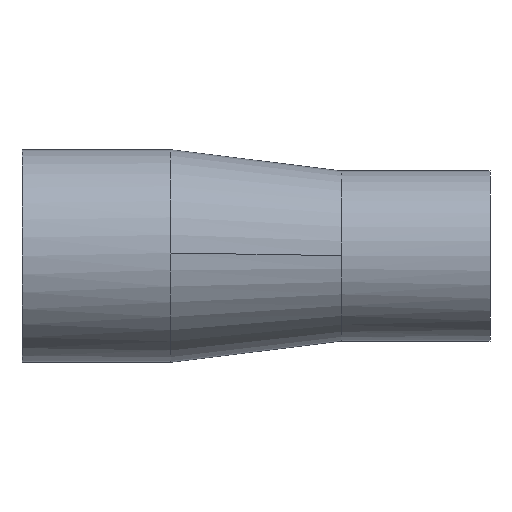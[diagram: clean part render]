
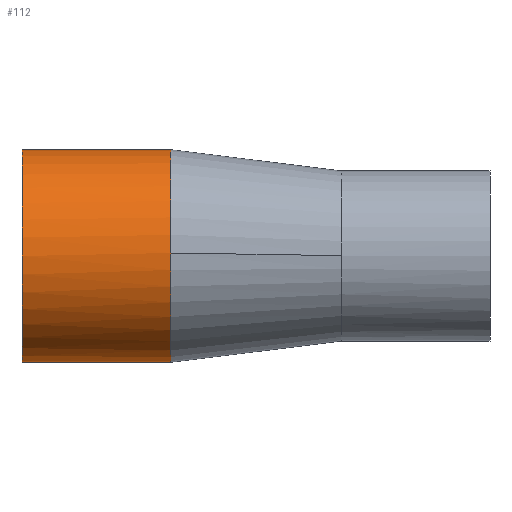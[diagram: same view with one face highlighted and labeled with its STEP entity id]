
A CAD part, left-side view. The second image highlights one B-rep face of the part: STEP entity #112.
In plain terms, the highlighted cylindrical face has radius 31.75 mm (diameter 63.5 mm), a partial arc.
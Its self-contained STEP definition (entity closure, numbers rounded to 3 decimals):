
#7 = CARTESIAN_POINT ( 'NONE',  ( 6.35, 50.8, 31.75 ) ) ;
#55 = DIRECTION ( 'NONE',  ( 0., 1., 0. ) ) ;
#87 = EDGE_CURVE ( 'NONE', #640, #169, #620, .T. ) ;
#99 = VERTEX_POINT ( 'NONE', #899 ) ;
#112 = ADVANCED_FACE ( 'NONE', ( #513 ), #867, .T. ) ;
#139 = LINE ( 'NONE', #337, #949 ) ;
#148 = ORIENTED_EDGE ( 'NONE', *, *, #432, .T. ) ;
#166 = CARTESIAN_POINT ( 'NONE',  ( 6.35, 50.8, 0. ) ) ;
#169 = VERTEX_POINT ( 'NONE', #870 ) ;
#177 = CARTESIAN_POINT ( 'NONE',  ( 6.35, 95.25, -31.75 ) ) ;
#189 = DIRECTION ( 'NONE',  ( 0., -1., 0. ) ) ;
#193 = AXIS2_PLACEMENT_3D ( 'NONE', #824, #447, #284 ) ;
#198 = CARTESIAN_POINT ( 'NONE',  ( 6.35, 95.25, -31.75 ) ) ;
#205 = CARTESIAN_POINT ( 'NONE',  ( 6.35, 95.25, 0. ) ) ;
#214 = EDGE_LOOP ( 'NONE', ( #690, #400, #148, #756, #789 ) ) ;
#284 = DIRECTION ( 'NONE',  ( 0., 0., -1. ) ) ;
#294 = DIRECTION ( 'NONE',  ( 0., 0., 1. ) ) ;
#323 = DIRECTION ( 'NONE',  ( 0., 1., 0. ) ) ;
#337 = CARTESIAN_POINT ( 'NONE',  ( 6.35, 95.25, 31.75 ) ) ;
#341 = LINE ( 'NONE', #198, #814 ) ;
#373 = AXIS2_PLACEMENT_3D ( 'NONE', #166, #323, #630 ) ;
#397 = CARTESIAN_POINT ( 'NONE',  ( 6.35, 50.8, -31.75 ) ) ;
#400 = ORIENTED_EDGE ( 'NONE', *, *, #87, .F. ) ;
#401 = AXIS2_PLACEMENT_3D ( 'NONE', #427, #653, #566 ) ;
#419 = EDGE_CURVE ( 'NONE', #99, #534, #977, .T. ) ;
#427 = CARTESIAN_POINT ( 'NONE',  ( 6.35, 50.8, 0. ) ) ;
#432 = EDGE_CURVE ( 'NONE', #640, #556, #341, .T. ) ;
#447 = DIRECTION ( 'NONE',  ( 0., -1., 0. ) ) ;
#458 = EDGE_CURVE ( 'NONE', #169, #534, #139, .T. ) ;
#513 = FACE_OUTER_BOUND ( 'NONE', #214, .T. ) ;
#534 = VERTEX_POINT ( 'NONE', #7 ) ;
#554 = EDGE_CURVE ( 'NONE', #556, #99, #1002, .T. ) ;
#556 = VERTEX_POINT ( 'NONE', #397 ) ;
#566 = DIRECTION ( 'NONE',  ( 0., 0., 1. ) ) ;
#576 = DIRECTION ( 'NONE',  ( 0., -1., 0. ) ) ;
#620 = CIRCLE ( 'NONE', #741, 31.75 ) ;
#630 = DIRECTION ( 'NONE',  ( 0., 0., 1. ) ) ;
#640 = VERTEX_POINT ( 'NONE', #177 ) ;
#653 = DIRECTION ( 'NONE',  ( 0., 1., 0. ) ) ;
#690 = ORIENTED_EDGE ( 'NONE', *, *, #458, .F. ) ;
#741 = AXIS2_PLACEMENT_3D ( 'NONE', #205, #55, #294 ) ;
#756 = ORIENTED_EDGE ( 'NONE', *, *, #554, .T. ) ;
#789 = ORIENTED_EDGE ( 'NONE', *, *, #419, .T. ) ;
#814 = VECTOR ( 'NONE', #576, 1000. ) ;
#824 = CARTESIAN_POINT ( 'NONE',  ( 6.35, 95.25, 0. ) ) ;
#867 = CYLINDRICAL_SURFACE ( 'NONE', #193, 31.75 ) ;
#870 = CARTESIAN_POINT ( 'NONE',  ( 6.35, 95.25, 31.75 ) ) ;
#899 = CARTESIAN_POINT ( 'NONE',  ( -25.387, 50.8, 0.898 ) ) ;
#949 = VECTOR ( 'NONE', #189, 1000. ) ;
#977 = CIRCLE ( 'NONE', #401, 31.75 ) ;
#1002 = CIRCLE ( 'NONE', #373, 31.75 ) ;
